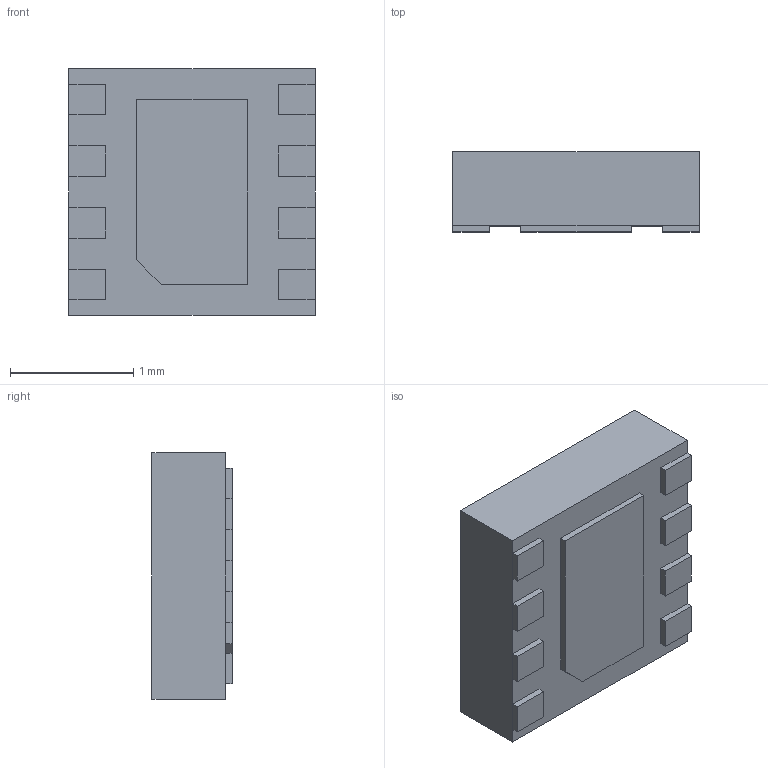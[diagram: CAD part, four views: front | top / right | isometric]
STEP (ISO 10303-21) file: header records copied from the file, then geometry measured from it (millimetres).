
FILE_DESCRIPTION (( 'STEP AP214' ), '1' );
FILE_NAME ('AT42QT1012-MAHR.STEP', '2023-06-19T19:23:41', ( '' ), ( '' ), 'SwSTEP 2.0', 'SolidWorks 2021', '' );
FILE_SCHEMA (( 'AUTOMOTIVE_DESIGN' ));
Length unit declared in the file: millimetre
Products named in the file (1): AT42QT1012-MAHR
Bounding box: 2 x 0.65 x 2 mm (x, y, z)
Volume: 2.5 mm3; surface area: 17.5 mm2
Topology: 11 solids, 11 shells, 68 faces, 135 edges, 90 vertices
Faces by surface type: plane 64, cylinder 4
Entity records: 1851 total; most frequent: CARTESIAN_POINT 294, DIRECTION 281, ORIENTED_EDGE 270, EDGE_CURVE 135, VECTOR 127, LINE 127, VERTEX_POINT 90, AXIS2_PLACEMENT_3D 77
